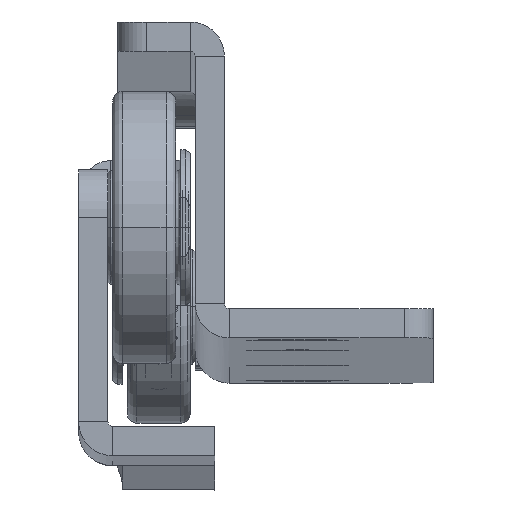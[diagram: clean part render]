
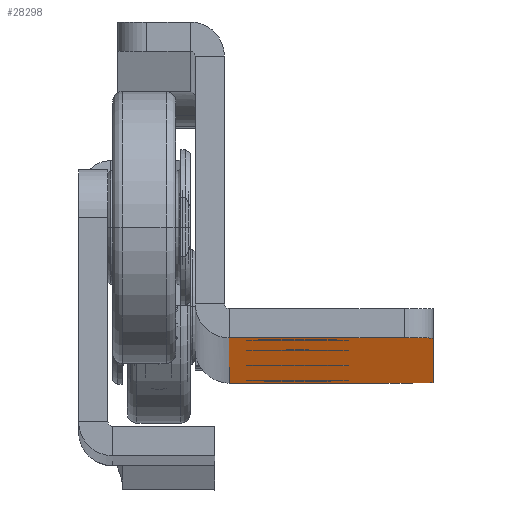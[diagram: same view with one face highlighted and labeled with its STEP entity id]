
A CAD part, top view. The second image highlights one B-rep face of the part: STEP entity #28298.
In plain terms, the highlighted face is planar.
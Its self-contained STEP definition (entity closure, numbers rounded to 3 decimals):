
#174 = DIRECTION ( 'NONE',  ( 0., 0., 1. ) ) ;
#207 = CARTESIAN_POINT ( 'NONE',  ( 10.5, -9.5, 572. ) ) ;
#904 = ORIENTED_EDGE ( 'NONE', *, *, #2345, .T. ) ;
#1672 = AXIS2_PLACEMENT_3D ( 'NONE', #37069, #24027, #45028 ) ;
#2238 = EDGE_LOOP ( 'NONE', ( #53524, #904, #31695, #17052, #54200, #10278, #20124 ) ) ;
#2299 = CARTESIAN_POINT ( 'NONE',  ( 10.5, -9.5, 252. ) ) ;
#2345 = EDGE_CURVE ( 'NONE', #26418, #23718, #37991, .T. ) ;
#3297 = FACE_BOUND ( 'NONE', #40843, .T. ) ;
#3969 = EDGE_CURVE ( 'NONE', #27131, #45790, #52257, .T. ) ;
#3989 = CARTESIAN_POINT ( 'NONE',  ( 24.5, -9.5, 600. ) ) ;
#4174 = EDGE_LOOP ( 'NONE', ( #29736, #20005 ) ) ;
#4209 = AXIS2_PLACEMENT_3D ( 'NONE', #207, #17084, #29859 ) ;
#4384 = CARTESIAN_POINT ( 'NONE',  ( 10.5, -9.5, 444. ) ) ;
#4439 = CARTESIAN_POINT ( 'NONE',  ( 24.5, -9.5, 30. ) ) ;
#4588 = CARTESIAN_POINT ( 'NONE',  ( 21.502, -9.5, 597. ) ) ;
#5167 = CARTESIAN_POINT ( 'NONE',  ( 24.486, -9.5, 597.314 ) ) ;
#5442 = LINE ( 'NONE', #5167, #15559 ) ;
#5526 = CARTESIAN_POINT ( 'NONE',  ( 10.5, -9.5, 444. ) ) ;
#5889 = DIRECTION ( 'NONE',  ( 0., -1., 0. ) ) ;
#7157 = EDGE_CURVE ( 'NONE', #23718, #24607, #34543, .T. ) ;
#7535 = VECTOR ( 'NONE', #43523, 1000. ) ;
#7931 = CIRCLE ( 'NONE', #32706, 5.25 ) ;
#7983 = CARTESIAN_POINT ( 'NONE',  ( 24.5, -9.5, 600. ) ) ;
#8052 = CARTESIAN_POINT ( 'NONE',  ( 15.75, -9.5, 252. ) ) ;
#8128 = LINE ( 'NONE', #3989, #7535 ) ;
#8532 = DIRECTION ( 'NONE',  ( 0., 0., -1. ) ) ;
#9251 = CIRCLE ( 'NONE', #35810, 5.25 ) ;
#9655 = EDGE_LOOP ( 'NONE', ( #37880, #46504 ) ) ;
#10032 = DIRECTION ( 'NONE',  ( -1., 0., 0. ) ) ;
#10278 = ORIENTED_EDGE ( 'NONE', *, *, #54338, .T. ) ;
#11097 = AXIS2_PLACEMENT_3D ( 'NONE', #42031, #20168, #29903 ) ;
#12822 = CARTESIAN_POINT ( 'NONE',  ( 10.5, -9.5, 572. ) ) ;
#12883 = CIRCLE ( 'NONE', #42050, 5.25 ) ;
#12961 = DIRECTION ( 'NONE',  ( -0.105, 0., 0.995 ) ) ;
#12993 = FACE_OUTER_BOUND ( 'NONE', #2238, .T. ) ;
#13728 = AXIS2_PLACEMENT_3D ( 'NONE', #4384, #46160, #21263 ) ;
#14564 = VERTEX_POINT ( 'NONE', #36074 ) ;
#15559 = VECTOR ( 'NONE', #12961, 1000. ) ;
#16455 = ORIENTED_EDGE ( 'NONE', *, *, #3969, .T. ) ;
#17052 = ORIENTED_EDGE ( 'NONE', *, *, #42475, .F. ) ;
#17084 = DIRECTION ( 'NONE',  ( 0., 1., 0. ) ) ;
#17300 = CARTESIAN_POINT ( 'NONE',  ( 24.5, -9.5, 33.594 ) ) ;
#17584 = VERTEX_POINT ( 'NONE', #20423 ) ;
#20005 = ORIENTED_EDGE ( 'NONE', *, *, #26888, .T. ) ;
#20124 = ORIENTED_EDGE ( 'NONE', *, *, #27851, .F. ) ;
#20145 = EDGE_CURVE ( 'NONE', #21448, #37988, #49936, .T. ) ;
#20168 = DIRECTION ( 'NONE',  ( 0., 1., 0. ) ) ;
#20423 = CARTESIAN_POINT ( 'NONE',  ( 3.5, -9.5, 600. ) ) ;
#21249 = VERTEX_POINT ( 'NONE', #8052 ) ;
#21263 = DIRECTION ( 'NONE',  ( -1., 0., 0. ) ) ;
#21448 = VERTEX_POINT ( 'NONE', #36001 ) ;
#21463 = DIRECTION ( 'NONE',  ( 0., 1., 0. ) ) ;
#21640 = ORIENTED_EDGE ( 'NONE', *, *, #50208, .T. ) ;
#21762 = EDGE_CURVE ( 'NONE', #26418, #17584, #38140, .T. ) ;
#23718 = VERTEX_POINT ( 'NONE', #30357 ) ;
#23870 = CARTESIAN_POINT ( 'NONE',  ( 3.5, -9.5, 30. ) ) ;
#24027 = DIRECTION ( 'NONE',  ( 0., 1., 0. ) ) ;
#24607 = VERTEX_POINT ( 'NONE', #17300 ) ;
#24666 = CIRCLE ( 'NONE', #1672, 5.25 ) ;
#24720 = VERTEX_POINT ( 'NONE', #27795 ) ;
#24743 = EDGE_CURVE ( 'NONE', #31237, #24720, #7931, .T. ) ;
#25166 = PLANE ( 'NONE',  #11097 ) ;
#25899 = DIRECTION ( 'NONE',  ( 0., 0., 1. ) ) ;
#26198 = VERTEX_POINT ( 'NONE', #41627 ) ;
#26418 = VERTEX_POINT ( 'NONE', #23870 ) ;
#26888 = EDGE_CURVE ( 'NONE', #24720, #31237, #9251, .T. ) ;
#27131 = VERTEX_POINT ( 'NONE', #49367 ) ;
#27510 = ORIENTED_EDGE ( 'NONE', *, *, #20145, .T. ) ;
#27795 = CARTESIAN_POINT ( 'NONE',  ( 5.25, -9.5, 60. ) ) ;
#27851 = EDGE_CURVE ( 'NONE', #17584, #36551, #8128, .T. ) ;
#27878 = CIRCLE ( 'NONE', #34974, 3. ) ;
#28298 = ADVANCED_FACE ( 'NONE', ( #49794, #3297, #50631, #41488, #12993 ), #25166, .F. ) ;
#29336 = CARTESIAN_POINT ( 'NONE',  ( 24.5, -9.5, 597.182 ) ) ;
#29734 = DIRECTION ( 'NONE',  ( 0., 1., 0. ) ) ;
#29736 = ORIENTED_EDGE ( 'NONE', *, *, #24743, .T. ) ;
#29808 = VECTOR ( 'NONE', #174, 1000. ) ;
#29823 = CARTESIAN_POINT ( 'NONE',  ( 10.5, -9.5, 60. ) ) ;
#29859 = DIRECTION ( 'NONE',  ( -1., 0., 0. ) ) ;
#29873 = EDGE_CURVE ( 'NONE', #45790, #27131, #30723, .T. ) ;
#29903 = DIRECTION ( 'NONE',  ( 0., 0., -1. ) ) ;
#30048 = CARTESIAN_POINT ( 'NONE',  ( 19.702, -9.5, 35. ) ) ;
#30357 = CARTESIAN_POINT ( 'NONE',  ( 19.702, -9.5, 30. ) ) ;
#30723 = CIRCLE ( 'NONE', #4209, 5.25 ) ;
#30730 = DIRECTION ( 'NONE',  ( 0., 1., 0. ) ) ;
#30836 = DIRECTION ( 'NONE',  ( 0., 1., 0. ) ) ;
#30870 = ORIENTED_EDGE ( 'NONE', *, *, #29873, .T. ) ;
#31237 = VERTEX_POINT ( 'NONE', #50460 ) ;
#31588 = CARTESIAN_POINT ( 'NONE',  ( 5.25, -9.5, 572. ) ) ;
#31695 = ORIENTED_EDGE ( 'NONE', *, *, #7157, .T. ) ;
#32706 = AXIS2_PLACEMENT_3D ( 'NONE', #54630, #33057, #33345 ) ;
#33057 = DIRECTION ( 'NONE',  ( 0., 1., 0. ) ) ;
#33345 = DIRECTION ( 'NONE',  ( -1., 0., 0. ) ) ;
#33419 = CARTESIAN_POINT ( 'NONE',  ( 3.5, -9.5, 600. ) ) ;
#33582 = EDGE_LOOP ( 'NONE', ( #16455, #30870 ) ) ;
#34103 = DIRECTION ( 'NONE',  ( -1., 0., 0. ) ) ;
#34543 = CIRCLE ( 'NONE', #48696, 5. ) ;
#34650 = AXIS2_PLACEMENT_3D ( 'NONE', #12822, #29734, #46562 ) ;
#34974 = AXIS2_PLACEMENT_3D ( 'NONE', #4588, #42506, #25899 ) ;
#35810 = AXIS2_PLACEMENT_3D ( 'NONE', #29823, #21463, #37602 ) ;
#36001 = CARTESIAN_POINT ( 'NONE',  ( 15.75, -9.5, 444. ) ) ;
#36074 = CARTESIAN_POINT ( 'NONE',  ( 5.25, -9.5, 252. ) ) ;
#36551 = VERTEX_POINT ( 'NONE', #53826 ) ;
#37069 = CARTESIAN_POINT ( 'NONE',  ( 10.5, -9.5, 252. ) ) ;
#37602 = DIRECTION ( 'NONE',  ( -1., 0., 0. ) ) ;
#37880 = ORIENTED_EDGE ( 'NONE', *, *, #38568, .T. ) ;
#37988 = VERTEX_POINT ( 'NONE', #49541 ) ;
#37991 = LINE ( 'NONE', #4439, #54376 ) ;
#38140 = LINE ( 'NONE', #33419, #29808 ) ;
#38568 = EDGE_CURVE ( 'NONE', #21249, #14564, #12883, .T. ) ;
#40456 = VECTOR ( 'NONE', #8532, 1000. ) ;
#40529 = EDGE_CURVE ( 'NONE', #42502, #26198, #5442, .T. ) ;
#40843 = EDGE_LOOP ( 'NONE', ( #27510, #21640 ) ) ;
#41488 = FACE_BOUND ( 'NONE', #4174, .T. ) ;
#41627 = CARTESIAN_POINT ( 'NONE',  ( 24.486, -9.5, 597.314 ) ) ;
#42031 = CARTESIAN_POINT ( 'NONE',  ( 24.5, -9.5, 600. ) ) ;
#42050 = AXIS2_PLACEMENT_3D ( 'NONE', #2299, #30836, #10032 ) ;
#42475 = EDGE_CURVE ( 'NONE', #42502, #24607, #50344, .T. ) ;
#42502 = VERTEX_POINT ( 'NONE', #29336 ) ;
#42506 = DIRECTION ( 'NONE',  ( 0., -1., 0. ) ) ;
#42722 = DIRECTION ( 'NONE',  ( 0., 0., 1. ) ) ;
#43456 = EDGE_CURVE ( 'NONE', #14564, #21249, #24666, .T. ) ;
#43523 = DIRECTION ( 'NONE',  ( 1., 0., 0. ) ) ;
#45028 = DIRECTION ( 'NONE',  ( -1., 0., 0. ) ) ;
#45790 = VERTEX_POINT ( 'NONE', #31588 ) ;
#46160 = DIRECTION ( 'NONE',  ( 0., 1., 0. ) ) ;
#46199 = CIRCLE ( 'NONE', #54174, 5.25 ) ;
#46504 = ORIENTED_EDGE ( 'NONE', *, *, #43456, .T. ) ;
#46562 = DIRECTION ( 'NONE',  ( -1., 0., 0. ) ) ;
#48696 = AXIS2_PLACEMENT_3D ( 'NONE', #30048, #5889, #42722 ) ;
#49367 = CARTESIAN_POINT ( 'NONE',  ( 15.75, -9.5, 572. ) ) ;
#49541 = CARTESIAN_POINT ( 'NONE',  ( 5.25, -9.5, 444. ) ) ;
#49794 = FACE_BOUND ( 'NONE', #33582, .T. ) ;
#49936 = CIRCLE ( 'NONE', #13728, 5.25 ) ;
#50208 = EDGE_CURVE ( 'NONE', #37988, #21448, #46199, .T. ) ;
#50344 = LINE ( 'NONE', #7983, #40456 ) ;
#50460 = CARTESIAN_POINT ( 'NONE',  ( 15.75, -9.5, 60. ) ) ;
#50631 = FACE_BOUND ( 'NONE', #9655, .T. ) ;
#51202 = DIRECTION ( 'NONE',  ( 1., 0., 0. ) ) ;
#52257 = CIRCLE ( 'NONE', #34650, 5.25 ) ;
#53524 = ORIENTED_EDGE ( 'NONE', *, *, #21762, .F. ) ;
#53826 = CARTESIAN_POINT ( 'NONE',  ( 21.502, -9.5, 600. ) ) ;
#54174 = AXIS2_PLACEMENT_3D ( 'NONE', #5526, #30730, #34103 ) ;
#54200 = ORIENTED_EDGE ( 'NONE', *, *, #40529, .T. ) ;
#54338 = EDGE_CURVE ( 'NONE', #26198, #36551, #27878, .T. ) ;
#54376 = VECTOR ( 'NONE', #51202, 1000. ) ;
#54630 = CARTESIAN_POINT ( 'NONE',  ( 10.5, -9.5, 60. ) ) ;
